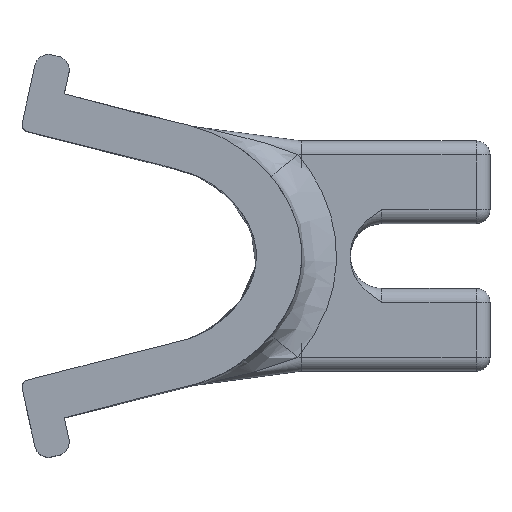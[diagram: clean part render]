
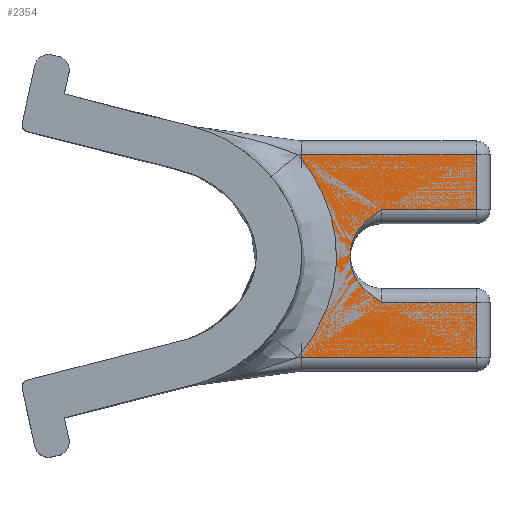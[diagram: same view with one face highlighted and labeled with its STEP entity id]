
A CAD part, top view. The second image highlights one B-rep face of the part: STEP entity #2354.
In plain terms, the highlighted planar face has unit normal (0, 0, 1).
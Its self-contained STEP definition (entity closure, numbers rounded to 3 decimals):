
#72=B_SPLINE_CURVE_WITH_KNOTS('',3,(#3529,#3530,#3531,#3532,#3533,#3534,
#3535,#3536,#3537,#3538),.UNSPECIFIED.,.F.,.F.,(4,2,2,2,4),(0.,0.221,
0.441,0.604,0.755),.UNSPECIFIED.);
#73=B_SPLINE_CURVE_WITH_KNOTS('',3,(#3567,#3568,#3569,#3570,#3571,#3572,
#3573,#3574,#3575,#3576),.UNSPECIFIED.,.F.,.F.,(4,2,2,2,4),(2.109,
2.26,2.422,2.643,2.864),
 .UNSPECIFIED.);
#217=FACE_OUTER_BOUND('',#367,.T.);
#367=EDGE_LOOP('',(#1662,#1663,#1664,#1665,#1666,#1667,#1668,#1669,#1670,
#1671));
#509=LINE('',#3471,#685);
#523=LINE('',#3551,#699);
#530=LINE('',#3603,#706);
#534=LINE('',#3616,#710);
#537=LINE('',#3620,#713);
#538=LINE('',#3623,#714);
#539=LINE('',#3625,#715);
#540=LINE('',#3626,#716);
#685=VECTOR('',#2772,10.);
#699=VECTOR('',#2820,10.);
#706=VECTOR('',#2875,10.);
#710=VECTOR('',#2891,10.);
#713=VECTOR('',#2896,10.);
#714=VECTOR('',#2899,10.);
#715=VECTOR('',#2900,10.);
#716=VECTOR('',#2901,10.);
#983=VERTEX_POINT('',#3457);
#989=VERTEX_POINT('',#3469);
#1004=VERTEX_POINT('',#3526);
#1005=VERTEX_POINT('',#3528);
#1008=VERTEX_POINT('',#3550);
#1013=VERTEX_POINT('',#3566);
#1018=VERTEX_POINT('',#3594);
#1021=VERTEX_POINT('',#3607);
#1023=VERTEX_POINT('',#3622);
#1024=VERTEX_POINT('',#3624);
#1206=EDGE_CURVE('',#983,#989,#509,.T.);
#1225=EDGE_CURVE('',#1004,#1005,#72,.T.);
#1232=EDGE_CURVE('',#1008,#1005,#523,.T.);
#1240=EDGE_CURVE('',#1008,#1013,#73,.T.);
#1254=EDGE_CURVE('',#1018,#983,#530,.T.);
#1261=EDGE_CURVE('',#1018,#1021,#534,.T.);
#1264=EDGE_CURVE('',#1021,#1004,#537,.T.);
#1265=EDGE_CURVE('',#1023,#989,#538,.T.);
#1266=EDGE_CURVE('',#1024,#1023,#539,.T.);
#1267=EDGE_CURVE('',#1013,#1024,#540,.T.);
#1662=ORIENTED_EDGE('',*,*,#1206,.T.);
#1663=ORIENTED_EDGE('',*,*,#1265,.F.);
#1664=ORIENTED_EDGE('',*,*,#1266,.F.);
#1665=ORIENTED_EDGE('',*,*,#1267,.F.);
#1666=ORIENTED_EDGE('',*,*,#1240,.F.);
#1667=ORIENTED_EDGE('',*,*,#1232,.T.);
#1668=ORIENTED_EDGE('',*,*,#1225,.F.);
#1669=ORIENTED_EDGE('',*,*,#1264,.F.);
#1670=ORIENTED_EDGE('',*,*,#1261,.F.);
#1671=ORIENTED_EDGE('',*,*,#1254,.T.);
#2283=PLANE('',#2549);
#2354=ADVANCED_FACE('',(#217),#2283,.T.);
#2549=AXIS2_PLACEMENT_3D('',#3621,#2897,#2898);
#2772=DIRECTION('',(0.,-1.,0.));
#2820=DIRECTION('',(0.,1.,0.));
#2875=DIRECTION('',(-1.,0.,0.));
#2891=DIRECTION('',(0.,-1.,0.));
#2896=DIRECTION('',(-1.,0.,0.));
#2897=DIRECTION('center_axis',(0.,0.,1.));
#2898=DIRECTION('ref_axis',(1.,0.,0.));
#2899=DIRECTION('',(-1.,0.,0.));
#2900=DIRECTION('',(0.,-1.,0.));
#2901=DIRECTION('',(1.,0.,0.));
#3457=CARTESIAN_POINT('',(0.,14.5,15.));
#3469=CARTESIAN_POINT('',(0.,-14.5,15.));
#3471=CARTESIAN_POINT('',(0.,8.25,15.));
#3526=CARTESIAN_POINT('',(11.5,6.65,15.));
#3528=CARTESIAN_POINT('',(7.,0.465,15.));
#3529=CARTESIAN_POINT('Ctrl Pts',(11.5,6.65,15.));
#3530=CARTESIAN_POINT('Ctrl Pts',(10.888,6.242,15.));
#3531=CARTESIAN_POINT('Ctrl Pts',(10.213,5.793,15.));
#3532=CARTESIAN_POINT('Ctrl Pts',(8.98,4.773,15.));
#3533=CARTESIAN_POINT('Ctrl Pts',(8.426,4.196,15.));
#3534=CARTESIAN_POINT('Ctrl Pts',(7.706,3.14,15.));
#3535=CARTESIAN_POINT('Ctrl Pts',(7.414,2.558,15.));
#3536=CARTESIAN_POINT('Ctrl Pts',(7.097,1.563,15.));
#3537=CARTESIAN_POINT('Ctrl Pts',(7.,0.968,15.));
#3538=CARTESIAN_POINT('Ctrl Pts',(7.,0.465,15.));
#3550=CARTESIAN_POINT('',(7.,-0.465,15.));
#3551=CARTESIAN_POINT('',(7.,0.,15.));
#3566=CARTESIAN_POINT('',(11.5,-6.65,15.));
#3567=CARTESIAN_POINT('Ctrl Pts',(7.,-0.465,15.));
#3568=CARTESIAN_POINT('Ctrl Pts',(7.,-0.968,15.));
#3569=CARTESIAN_POINT('Ctrl Pts',(7.097,-1.563,15.));
#3570=CARTESIAN_POINT('Ctrl Pts',(7.414,-2.558,15.));
#3571=CARTESIAN_POINT('Ctrl Pts',(7.706,-3.14,15.));
#3572=CARTESIAN_POINT('Ctrl Pts',(8.426,-4.196,15.));
#3573=CARTESIAN_POINT('Ctrl Pts',(8.98,-4.773,15.));
#3574=CARTESIAN_POINT('Ctrl Pts',(10.213,-5.793,15.));
#3575=CARTESIAN_POINT('Ctrl Pts',(10.888,-6.242,15.));
#3576=CARTESIAN_POINT('Ctrl Pts',(11.5,-6.65,15.));
#3594=CARTESIAN_POINT('',(25.,14.5,15.));
#3603=CARTESIAN_POINT('',(5.,14.5,15.));
#3607=CARTESIAN_POINT('',(25.,6.65,15.));
#3616=CARTESIAN_POINT('',(25.,2.325,15.));
#3620=CARTESIAN_POINT('',(11.5,6.65,15.));
#3621=CARTESIAN_POINT('Origin',(16.,0.,15.));
#3622=CARTESIAN_POINT('',(25.,-14.5,15.));
#3623=CARTESIAN_POINT('',(10.5,-14.5,15.));
#3624=CARTESIAN_POINT('',(25.,-6.65,15.));
#3625=CARTESIAN_POINT('',(25.,-8.25,15.));
#3626=CARTESIAN_POINT('',(21.5,-6.65,15.));
